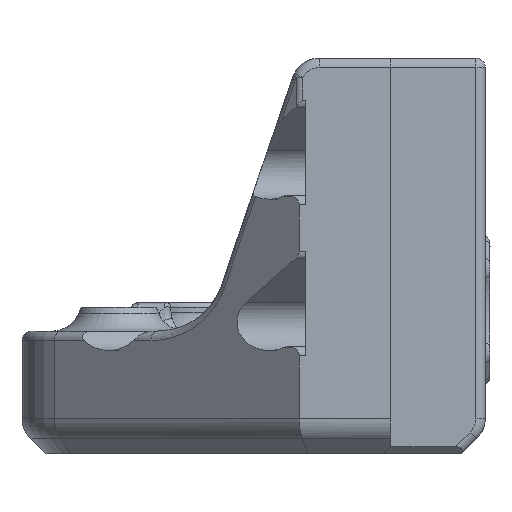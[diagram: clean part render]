
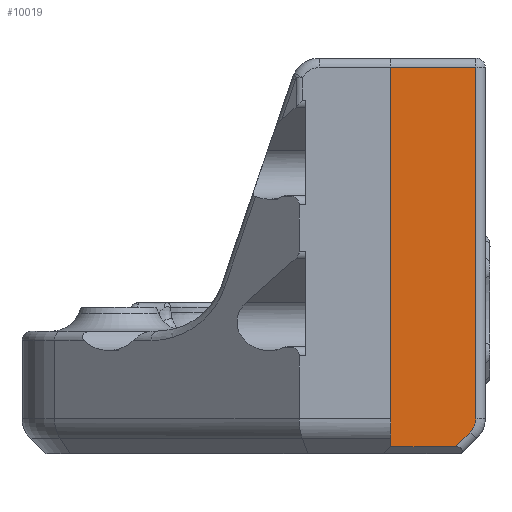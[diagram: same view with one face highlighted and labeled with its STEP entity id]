
A CAD part, left-side view. The second image highlights one B-rep face of the part: STEP entity #10019.
In plain terms, the highlighted face is planar.
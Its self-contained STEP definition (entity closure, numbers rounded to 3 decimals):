
#674=LINE('',#22832,#1338);
#681=LINE('',#22848,#1345);
#716=LINE('',#23110,#1380);
#823=LINE('',#25227,#1487);
#824=LINE('',#25228,#1488);
#1338=VECTOR('',#12572,10.);
#1345=VECTOR('',#12589,10.);
#1380=VECTOR('',#12738,10.);
#1487=VECTOR('',#13205,10.);
#1488=VECTOR('',#13206,10.);
#1723=PLANE('',#10909);
#1946=CIRCLE('',#10665,2.);
#2649=FACE_OUTER_BOUND('',#3261,.T.);
#3261=EDGE_LOOP('',(#8924,#8925,#8926,#8927,#8928,#8929));
#4504=VERTEX_POINT('',#22821);
#4506=VERTEX_POINT('',#22825);
#4507=VERTEX_POINT('',#22829);
#4510=VERTEX_POINT('',#22842);
#4544=VERTEX_POINT('',#23104);
#4546=VERTEX_POINT('',#23108);
#5816=EDGE_CURVE('',#4504,#4506,#1946,.T.);
#5819=EDGE_CURVE('',#4507,#4504,#674,.T.);
#5827=EDGE_CURVE('',#4507,#4510,#681,.T.);
#5892=EDGE_CURVE('',#4544,#4546,#716,.T.);
#6153=EDGE_CURVE('',#4510,#4546,#823,.T.);
#6154=EDGE_CURVE('',#4544,#4506,#824,.T.);
#8924=ORIENTED_EDGE('',*,*,#6153,.F.);
#8925=ORIENTED_EDGE('',*,*,#5827,.F.);
#8926=ORIENTED_EDGE('',*,*,#5819,.T.);
#8927=ORIENTED_EDGE('',*,*,#5816,.T.);
#8928=ORIENTED_EDGE('',*,*,#6154,.F.);
#8929=ORIENTED_EDGE('',*,*,#5892,.T.);
#10019=ADVANCED_FACE('',(#2649),#1723,.F.);
#10665=AXIS2_PLACEMENT_3D('',#22827,#12565,#12566);
#10909=AXIS2_PLACEMENT_3D('',#25226,#13203,#13204);
#12565=DIRECTION('center_axis',(1.,0.,0.));
#12566=DIRECTION('ref_axis',(0.,-1.,0.));
#12572=DIRECTION('',(0.,-0.707,-0.707));
#12589=DIRECTION('',(0.,1.,0.));
#12738=DIRECTION('',(0.,1.,0.));
#13203=DIRECTION('center_axis',(-1.,0.,0.));
#13204=DIRECTION('ref_axis',(0.,0.,1.));
#13205=DIRECTION('',(0.,0.,-1.));
#13206=DIRECTION('',(0.,0.,1.));
#22821=CARTESIAN_POINT('',(-10.5,11.586,245.722));
#22825=CARTESIAN_POINT('',(-10.5,11.,244.307));
#22827=CARTESIAN_POINT('Origin',(-10.5,13.,244.307));
#22829=CARTESIAN_POINT('',(-10.5,13.164,247.3));
#22832=CARTESIAN_POINT('',(-10.5,13.164,247.3));
#22842=CARTESIAN_POINT('',(-10.5,20.,247.3));
#22848=CARTESIAN_POINT('',(-10.5,13.164,247.3));
#23104=CARTESIAN_POINT('',(-10.5,11.,207.15));
#23108=CARTESIAN_POINT('',(-10.5,20.,207.15));
#23110=CARTESIAN_POINT('',(-10.5,11.,207.15));
#25226=CARTESIAN_POINT('Origin',(-10.5,15.5,247.31));
#25227=CARTESIAN_POINT('',(-10.5,20.,247.3));
#25228=CARTESIAN_POINT('',(-10.5,11.,207.15));
